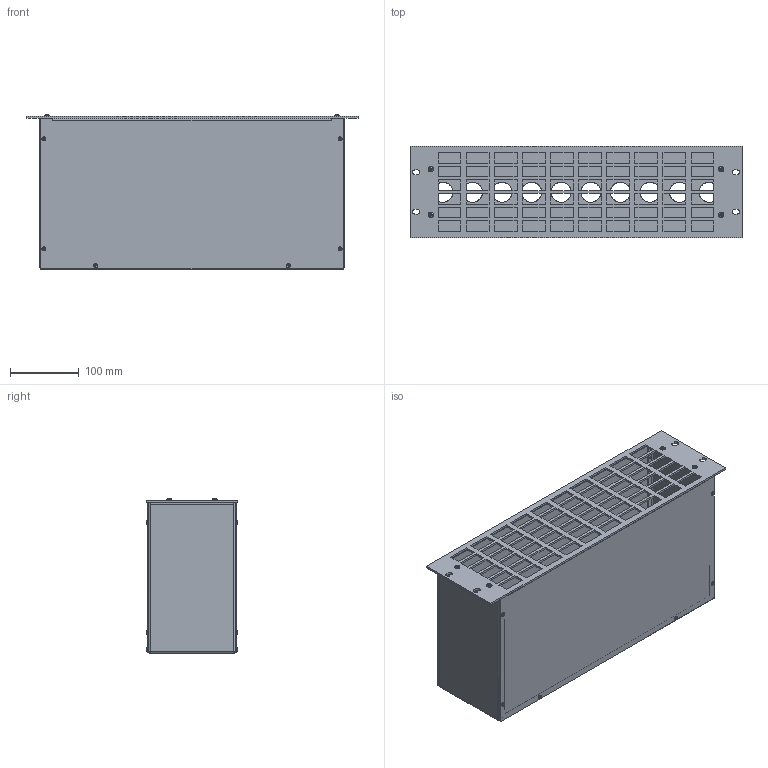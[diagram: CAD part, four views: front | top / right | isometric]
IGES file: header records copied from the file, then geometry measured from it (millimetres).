
Start section: SolidWorks IGES file using analytic representation for surfaces
Global section: file name: Rack Wieland female.IGS; native system: SolidWorks 2018; preprocessor: SolidWorks 2018; author: alexc; date: 190501.002917; units: millimetre
Bounding box: 482.6 x 132.7 x 225.2 mm (x, y, z)
Surface area: 727225.2 mm2 (no closed solid volume)
Topology: 0 solids, 0 shells, 1368 faces, 12228 edges, 12196 vertices
Faces by surface type: bspline 696, revolution 672
